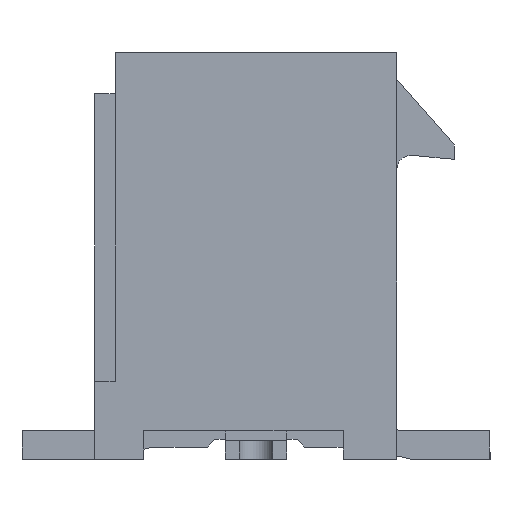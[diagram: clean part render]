
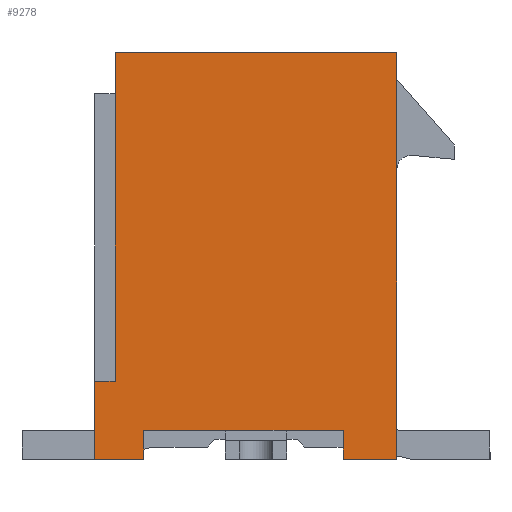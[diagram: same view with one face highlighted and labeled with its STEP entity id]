
A CAD part, left-side view. The second image highlights one B-rep face of the part: STEP entity #9278.
In plain terms, the highlighted face is planar.
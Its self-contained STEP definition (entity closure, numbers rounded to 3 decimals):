
#2190=ORIENTED_EDGE('',*,*,#3821,.F.);
#2191=ORIENTED_EDGE('',*,*,#3966,.F.);
#2192=ORIENTED_EDGE('',*,*,#3967,.F.);
#2193=ORIENTED_EDGE('',*,*,#3968,.F.);
#2194=ORIENTED_EDGE('',*,*,#3953,.F.);
#2195=ORIENTED_EDGE('',*,*,#3969,.T.);
#2196=ORIENTED_EDGE('',*,*,#3970,.T.);
#2197=ORIENTED_EDGE('',*,*,#3941,.T.);
#2198=ORIENTED_EDGE('',*,*,#3964,.T.);
#2199=ORIENTED_EDGE('',*,*,#3971,.F.);
#3821=EDGE_CURVE('',#4793,#4790,#5963,.T.);
#3941=EDGE_CURVE('',#4887,#4886,#6081,.T.);
#3953=EDGE_CURVE('',#4892,#4893,#6093,.T.);
#3964=EDGE_CURVE('',#4886,#4900,#6104,.T.);
#3966=EDGE_CURVE('',#4901,#4793,#6106,.T.);
#3967=EDGE_CURVE('',#4902,#4901,#6107,.T.);
#3968=EDGE_CURVE('',#4893,#4902,#6108,.T.);
#3969=EDGE_CURVE('',#4892,#4903,#6109,.T.);
#3970=EDGE_CURVE('',#4903,#4887,#6110,.T.);
#3971=EDGE_CURVE('',#4790,#4900,#6111,.T.);
#4790=VERTEX_POINT('',#14446);
#4793=VERTEX_POINT('',#14453);
#4886=VERTEX_POINT('',#14704);
#4887=VERTEX_POINT('',#14706);
#4892=VERTEX_POINT('',#14726);
#4893=VERTEX_POINT('',#14728);
#4900=VERTEX_POINT('',#14749);
#4901=VERTEX_POINT('',#14753);
#4902=VERTEX_POINT('',#14755);
#4903=VERTEX_POINT('',#14758);
#5963=LINE('',#14454,#7235);
#6081=LINE('',#14705,#7353);
#6093=LINE('',#14727,#7365);
#6104=LINE('',#14748,#7376);
#6106=LINE('',#14752,#7378);
#6107=LINE('',#14754,#7379);
#6108=LINE('',#14756,#7380);
#6109=LINE('',#14757,#7381);
#6110=LINE('',#14759,#7382);
#6111=LINE('',#14760,#7383);
#7235=VECTOR('',#11814,1000.);
#7353=VECTOR('',#12012,1000.);
#7365=VECTOR('',#12032,1000.);
#7376=VECTOR('',#12049,1000.);
#7378=VECTOR('',#12053,1000.);
#7379=VECTOR('',#12054,1000.);
#7380=VECTOR('',#12055,1000.);
#7381=VECTOR('',#12056,1000.);
#7382=VECTOR('',#12057,1000.);
#7383=VECTOR('',#12058,1000.);
#7865=EDGE_LOOP('',(#2190,#2191,#2192,#2193,#2194,#2195,#2196,#2197,#2198,
#2199));
#8351=FACE_BOUND('',#7865,.T.);
#8813=PLANE('',#9895);
#9278=ADVANCED_FACE('',(#8351),#8813,.T.);
#9895=AXIS2_PLACEMENT_3D('',#14751,#12051,#12052);
#11814=DIRECTION('',(0.,1.,0.));
#12012=DIRECTION('',(0.,0.,-1.));
#12032=DIRECTION('',(0.,1.,0.));
#12049=DIRECTION('',(0.,1.,0.));
#12051=DIRECTION('',(1.,0.,0.));
#12052=DIRECTION('',(0.,0.,-1.));
#12053=DIRECTION('',(0.,0.,-1.));
#12054=DIRECTION('',(0.,-1.,0.));
#12055=DIRECTION('',(0.,0.,-1.));
#12056=DIRECTION('',(0.,0.,-1.));
#12057=DIRECTION('',(0.,1.,0.));
#12058=DIRECTION('',(0.,0.,-1.));
#14446=CARTESIAN_POINT('',(7.85,4.95,-2.48));
#14453=CARTESIAN_POINT('',(7.85,4.25,-2.48));
#14454=CARTESIAN_POINT('',(7.85,-4.95,-2.48));
#14704=CARTESIAN_POINT('',(7.85,3.05,-3.68));
#14705=CARTESIAN_POINT('',(7.85,3.05,-3.18));
#14706=CARTESIAN_POINT('',(7.85,3.05,-3.18));
#14726=CARTESIAN_POINT('',(7.85,-4.95,3.68));
#14727=CARTESIAN_POINT('',(7.85,-4.95,3.68));
#14728=CARTESIAN_POINT('',(7.85,4.95,3.68));
#14748=CARTESIAN_POINT('',(7.85,-4.95,-3.68));
#14749=CARTESIAN_POINT('',(7.85,4.95,-3.68));
#14751=CARTESIAN_POINT('',(7.85,-4.95,3.68));
#14752=CARTESIAN_POINT('',(7.85,4.25,3.68));
#14753=CARTESIAN_POINT('',(7.85,4.25,2.37));
#14754=CARTESIAN_POINT('',(7.85,-4.95,2.37));
#14755=CARTESIAN_POINT('',(7.85,4.95,2.37));
#14756=CARTESIAN_POINT('',(7.85,4.95,3.68));
#14757=CARTESIAN_POINT('',(7.85,-4.95,3.68));
#14758=CARTESIAN_POINT('',(7.85,-4.95,-3.18));
#14759=CARTESIAN_POINT('',(7.85,3.05,-3.18));
#14760=CARTESIAN_POINT('',(7.85,4.95,3.68));
